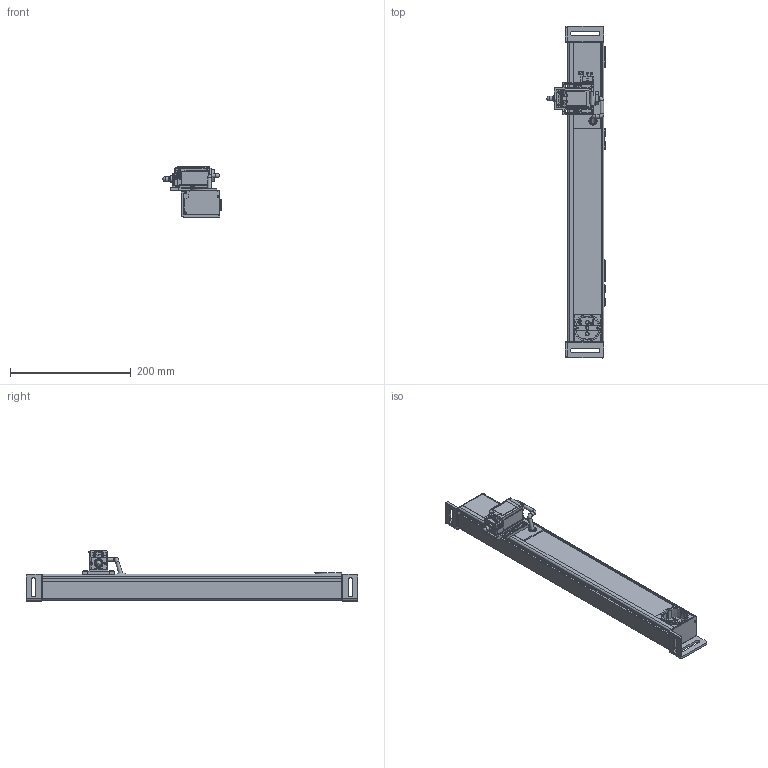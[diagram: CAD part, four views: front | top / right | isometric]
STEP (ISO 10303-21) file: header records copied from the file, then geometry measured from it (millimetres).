
FILE_DESCRIPTION(/* description */ (''),/* implementation_level */ '2;1');
FILE_NAME(/* name */ '108360_LED-A-500-SK-PK-E.stp',/* time_stamp */ '2024-08-31T14:41:13+02:00',/* author */ ('CAD'),/* organization */ (''),/* preprocessor_version */ 'ST-DEVELOPER v15.6',/* originating_system */ 'Autodesk Inventor 2015',/* authorisation */ '');
FILE_SCHEMA (('AUTOMOTIVE_DESIGN { 1 0 10303 214 3 1 1 }'));
Products named in the file (1): 108360_LED-A-500-SK-PK-E_Shrinkwrap_1
Bounding box: 96.55 x 550 x 83 mm (x, y, z)
Surface area: 277809.7 mm2 (no closed solid volume)
Topology: 0 solids, 104 shells, 2708 faces, 9750 edges, 7075 vertices
Faces by surface type: plane 2082, cylinder 474, bspline 64, cone 57, sphere 26, torus 5
Full cylindrical faces by diameter (mm): 2.797 x1, 2.8 x2, 3.95 x2, 6 x4, 8 x1, 24 x1
Entity records: 107559 total; most frequent: CARTESIAN_POINT 24109, ORIENTED_EDGE 16470, DIRECTION 15902, EDGE_CURVE 9700, LINE 7850, VECTOR 7850, VERTEX_POINT 7067, AXIS2_PLACEMENT_3D 4026
